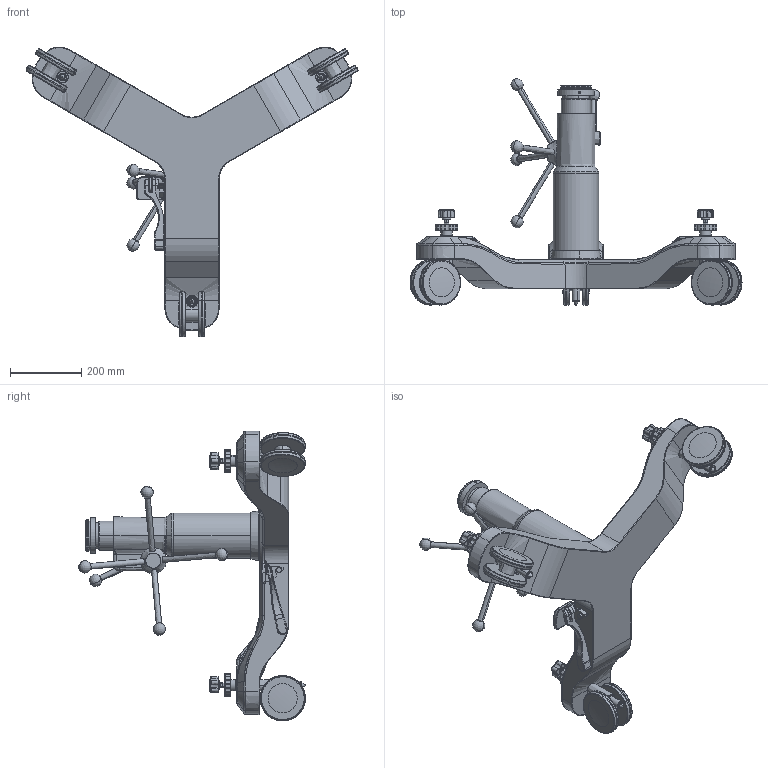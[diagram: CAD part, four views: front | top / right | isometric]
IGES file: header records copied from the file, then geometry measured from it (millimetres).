
Start section: SolidWorks IGES file using analytic representation for surfaces
Global section: file name: RS-231 MOD.IGS; native system: SolidWorks 2021; preprocessor: SolidWorks 2021; author: estack; date: 230126.152219; units: inch
Bounding box: 931.2 x 635.94 x 812.41 mm (x, y, z)
Surface area: 1228977.7 mm2 (no closed solid volume)
Topology: 0 solids, 0 shells, 1674 faces, 19858 edges, 19837 vertices
Faces by surface type: bspline 1021, revolution 653
